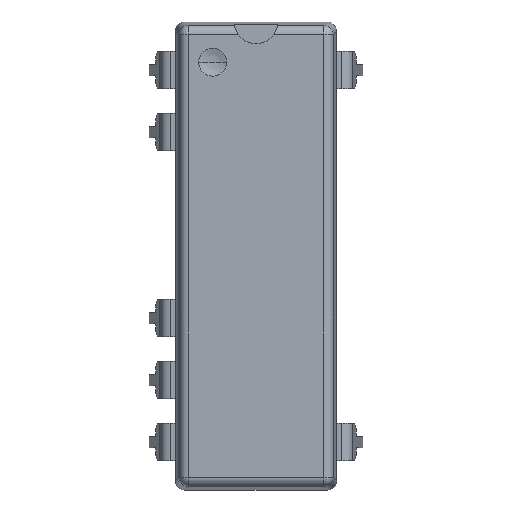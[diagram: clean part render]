
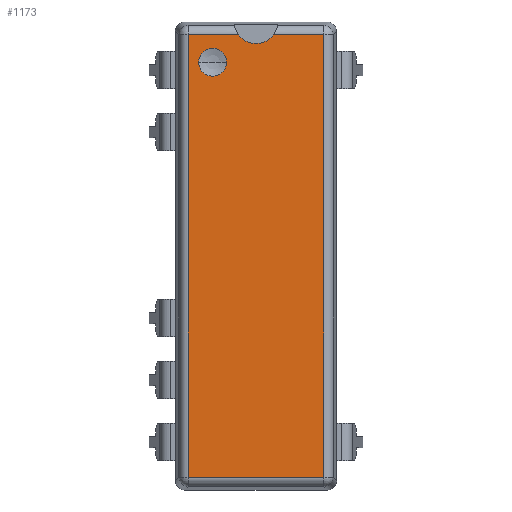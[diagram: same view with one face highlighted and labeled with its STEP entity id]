
A CAD part, top view. The second image highlights one B-rep face of the part: STEP entity #1173.
In plain terms, the highlighted face is planar.
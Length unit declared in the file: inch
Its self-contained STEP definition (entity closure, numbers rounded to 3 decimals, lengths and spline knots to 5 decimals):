
#112=CARTESIAN_POINT('',(0.,0.07,-0.3775));
#113=DIRECTION('',(0.,1.,0.));
#114=DIRECTION('',(-0.808,0.,0.59));
#115=AXIS2_PLACEMENT_3D('',#112,#113,#114);
#120=CARTESIAN_POINT('',(-0.07,0.07,-0.3125));
#121=DIRECTION('',(0.,-1.,0.));
#122=DIRECTION('',(-1.,0.,0.));
#123=AXIS2_PLACEMENT_3D('',#120,#121,#122);
#128=CARTESIAN_POINT('',(-0.07,0.07,-0.3125));
#129=DIRECTION('',(0.,-1.,0.));
#130=DIRECTION('',(1.,0.,0.));
#131=AXIS2_PLACEMENT_3D('',#128,#129,#130);
#136=DIRECTION('',(-1.,0.,0.));
#137=VECTOR('',#136,0.08109);
#138=CARTESIAN_POINT('',(0.10936,0.07,-0.35686));
#139=LINE('',#138,#137);
#367=DIRECTION('',(0.,0.,1.));
#368=VECTOR('',#367,0.71372);
#369=CARTESIAN_POINT('',(-0.10936,0.07,-0.35686));
#370=LINE('',#369,#368);
#440=DIRECTION('',(1.,0.,0.));
#441=VECTOR('',#440,0.21872);
#442=CARTESIAN_POINT('',(-0.10936,0.07,0.35686));
#443=LINE('',#442,#441);
#478=DIRECTION('',(0.,0.,-1.));
#479=VECTOR('',#478,0.71372);
#480=CARTESIAN_POINT('',(0.10936,0.07,0.35686));
#481=LINE('',#480,#479);
#851=DIRECTION('',(-1.,0.,0.));
#852=VECTOR('',#851,0.08109);
#853=CARTESIAN_POINT('',(-0.02827,0.07,-0.35686));
#854=LINE('',#853,#852);
#936=CARTESIAN_POINT('',(-0.10936,0.07,-0.35686));
#937=CARTESIAN_POINT('',(-0.10936,0.07,0.35686));
#938=VERTEX_POINT('',#936);
#939=VERTEX_POINT('',#937);
#944=CARTESIAN_POINT('',(0.10936,0.07,0.35686));
#945=CARTESIAN_POINT('',(0.10936,0.07,-0.35686));
#946=VERTEX_POINT('',#944);
#947=VERTEX_POINT('',#945);
#974=CARTESIAN_POINT('',(-0.0925,0.07,-0.3125));
#975=CARTESIAN_POINT('',(-0.0475,0.07,-0.3125));
#976=VERTEX_POINT('',#974);
#977=VERTEX_POINT('',#975);
#1058=CARTESIAN_POINT('',(-0.02827,0.07,-0.35686));
#1059=CARTESIAN_POINT('',(0.02827,0.07,-0.35686));
#1060=VERTEX_POINT('',#1058);
#1061=VERTEX_POINT('',#1059);
#1149=CARTESIAN_POINT('',(0.,0.07,0.));
#1150=DIRECTION('',(0.,1.,0.));
#1151=DIRECTION('',(1.,0.,0.));
#1152=AXIS2_PLACEMENT_3D('',#1149,#1150,#1151);
#1153=PLANE('',#1152);
#1154=ORIENTED_EDGE('',*,*,#1136,.T.);
#1156=ORIENTED_EDGE('',*,*,#1155,.F.);
#1158=ORIENTED_EDGE('',*,*,#1157,.F.);
#1160=ORIENTED_EDGE('',*,*,#1159,.F.);
#1162=ORIENTED_EDGE('',*,*,#1161,.F.);
#1164=ORIENTED_EDGE('',*,*,#1163,.F.);
#1165=EDGE_LOOP('',(#1154,#1156,#1158,#1160,#1162,#1164));
#1166=FACE_OUTER_BOUND('',#1165,.F.);
#1168=ORIENTED_EDGE('',*,*,#1167,.F.);
#1170=ORIENTED_EDGE('',*,*,#1169,.F.);
#1171=EDGE_LOOP('',(#1168,#1170));
#1172=FACE_BOUND('',#1171,.F.);
#1173=ADVANCED_FACE('',(#1166,#1172),#1153,.T.);
#116=CIRCLE('',#115,0.035);
#124=CIRCLE('',#123,0.0225);
#132=CIRCLE('',#131,0.0225);
#1136=EDGE_CURVE('',#1060,#1061,#116,.T.);
#1155=EDGE_CURVE('',#947,#1061,#139,.T.);
#1157=EDGE_CURVE('',#946,#947,#481,.T.);
#1159=EDGE_CURVE('',#939,#946,#443,.T.);
#1161=EDGE_CURVE('',#938,#939,#370,.T.);
#1163=EDGE_CURVE('',#1060,#938,#854,.T.);
#1167=EDGE_CURVE('',#976,#977,#124,.T.);
#1169=EDGE_CURVE('',#977,#976,#132,.T.);
